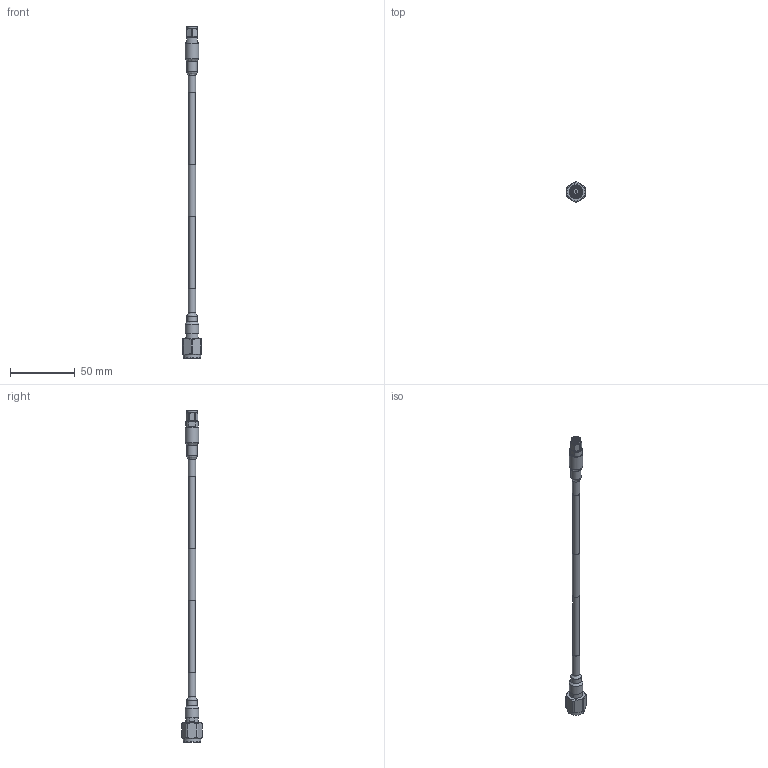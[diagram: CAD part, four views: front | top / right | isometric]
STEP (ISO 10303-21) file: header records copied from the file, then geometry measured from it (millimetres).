
FILE_DESCRIPTION (( 'STEP AP203' ), '1' );
FILE_NAME ('PE3C0847_3D.step', '2021-05-17T15:41:35', ( '' ), ( '' ), 'SwSTEP 2.0', 'SolidWorks 2020', '' );
FILE_SCHEMA (( 'CONFIG_CONTROL_DESIGN' ));
Length unit declared in the file: inch
Products named in the file (5): PE3C0847_3D; PE44826^PE3C0847_Heat Shrink; PE-P142LL^PE3C0847_PE-P142LL; PE44815^PE3C0847_Heat shrink; Center Label^PE3C0847
Assembly tree (4 placements, depth 2):
  PE3C0847_3D
    PE-P142LL^PE3C0847_PE-P142LL
    PE44826^PE3C0847_Heat Shrink
    PE44815^PE3C0847_Heat shrink
    Center Label^PE3C0847
Bounding box: 14.29 x 15.87 x 257.14 mm (x, y, z)
Volume: 10368.7 mm3; surface area: 7494.9 mm2
Topology: 4 solids, 4 shells, 119 faces, 289 edges, 192 vertices
Faces by surface type: cylinder 46, plane 42, cone 19, bspline 11, torus 1
Full cylindrical faces by diameter (mm): 0.94 x1, 1.194 x1, 1.372 x1, 1.905 x1, 4.445 x1, 4.953 x1, 5.715 x3, 6.281 x1, 6.35 x6, 6.655 x1, 7.762 x1, 8.026 x2, 8.077 x1, 9.398 x2, 10.414 x2, 11.112 x6, 13.45 x1
Entity records: 7081 total; most frequent: CARTESIAN_POINT 4350, DIRECTION 436, ORIENTED_EDGE 430, EDGE_CURVE 215, AXIS2_PLACEMENT_3D 196, VERTEX_POINT 169, EDGE_LOOP 160, FACE_OUTER_BOUND 135
